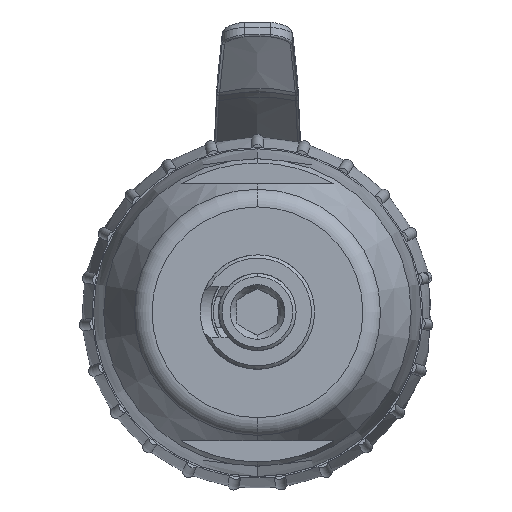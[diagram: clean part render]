
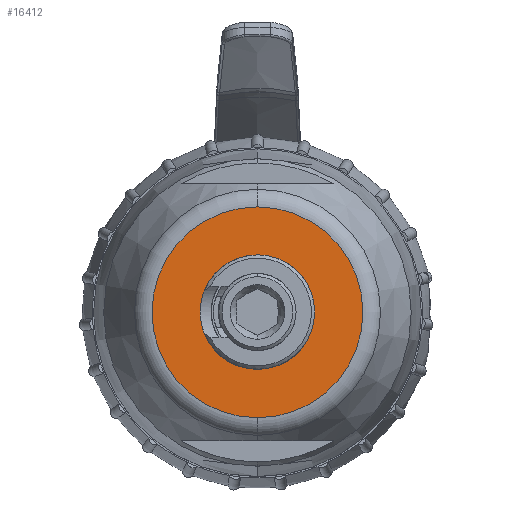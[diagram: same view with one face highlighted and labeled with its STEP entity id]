
A CAD part, top view. The second image highlights one B-rep face of the part: STEP entity #16412.
In plain terms, the highlighted planar face has unit normal (0, 0, 1).
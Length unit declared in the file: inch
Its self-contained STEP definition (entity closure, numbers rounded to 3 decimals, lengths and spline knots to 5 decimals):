
#2550=CARTESIAN_POINT('',(0.,0.,7.32284));
#2551=DIRECTION('',(0.,0.,1.));
#2552=DIRECTION('',(0.,-1.,0.));
#2553=AXIS2_PLACEMENT_3D('',#2550,#2551,#2552);
#2555=CARTESIAN_POINT('',(0.,0.,7.32284));
#2556=DIRECTION('',(0.,0.,1.));
#2557=DIRECTION('',(0.,1.,0.));
#2558=AXIS2_PLACEMENT_3D('',#2555,#2556,#2557);
#2560=CARTESIAN_POINT('',(0.,0.,7.32284));
#2561=DIRECTION('',(0.,0.,-1.));
#2562=DIRECTION('',(0.,-1.,0.));
#2563=AXIS2_PLACEMENT_3D('',#2560,#2561,#2562);
#2565=CARTESIAN_POINT('',(0.,0.,7.32284));
#2566=DIRECTION('',(0.,0.,-1.));
#2567=DIRECTION('',(0.,1.,0.));
#2568=AXIS2_PLACEMENT_3D('',#2565,#2566,#2567);
#12257=CARTESIAN_POINT('',(0.,-0.64591,7.32284));
#12258=CARTESIAN_POINT('',(0.,0.64591,7.32284));
#12259=VERTEX_POINT('',#12257);
#12260=VERTEX_POINT('',#12258);
#12377=CARTESIAN_POINT('',(0.,-0.33465,7.32284));
#12378=CARTESIAN_POINT('',(0.,0.33465,7.32284));
#12379=VERTEX_POINT('',#12377);
#12380=VERTEX_POINT('',#12378);
#16396=CARTESIAN_POINT('',(0.,0.,7.32284));
#16397=DIRECTION('',(0.,0.,1.));
#16398=DIRECTION('',(0.,1.,0.));
#16399=AXIS2_PLACEMENT_3D('',#16396,#16397,#16398);
#16400=PLANE('',#16399);
#16402=ORIENTED_EDGE('',*,*,#16401,.F.);
#16403=ORIENTED_EDGE('',*,*,#16386,.F.);
#16404=EDGE_LOOP('',(#16402,#16403));
#16405=FACE_OUTER_BOUND('',#16404,.F.);
#16407=ORIENTED_EDGE('',*,*,#16406,.F.);
#16409=ORIENTED_EDGE('',*,*,#16408,.F.);
#16410=EDGE_LOOP('',(#16407,#16409));
#16411=FACE_BOUND('',#16410,.F.);
#16412=ADVANCED_FACE('',(#16405,#16411),#16400,.T.);
#2554=CIRCLE('',#2553,0.64591);
#2559=CIRCLE('',#2558,0.64591);
#2564=CIRCLE('',#2563,0.33465);
#2569=CIRCLE('',#2568,0.33465);
#16386=EDGE_CURVE('',#12260,#12259,#2559,.T.);
#16401=EDGE_CURVE('',#12259,#12260,#2554,.T.);
#16406=EDGE_CURVE('',#12379,#12380,#2564,.T.);
#16408=EDGE_CURVE('',#12380,#12379,#2569,.T.);
